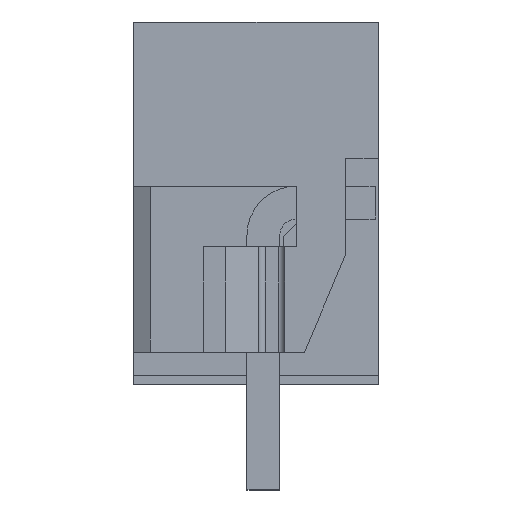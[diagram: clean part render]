
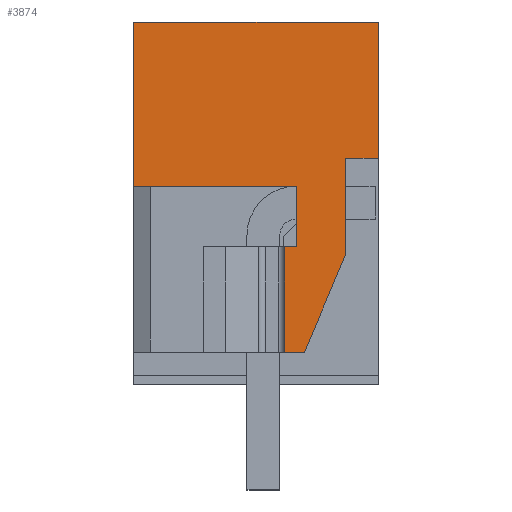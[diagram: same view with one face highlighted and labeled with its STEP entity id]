
A CAD part, left-side view. The second image highlights one B-rep face of the part: STEP entity #3874.
In plain terms, the highlighted planar face has unit normal (-1, 0, 0).
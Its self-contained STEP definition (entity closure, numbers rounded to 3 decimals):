
#3807=AXIS2_PLACEMENT_3D('Plane Axis2P3D',#3804,#3805,#3806) ;
#296=CARTESIAN_POINT('Vertex',(0.,7.45,9.25)) ;
#299=CARTESIAN_POINT('Line Origine',(0.,7.45,11.75)) ;
#303=CARTESIAN_POINT('Vertex',(0.,7.45,14.25)) ;
#3651=CARTESIAN_POINT('Vertex',(0.,2.25,4.2)) ;
#3654=CARTESIAN_POINT('Line Origine',(0.,2.55,4.2)) ;
#3658=CARTESIAN_POINT('Vertex',(0.,2.85,4.2)) ;
#3759=CARTESIAN_POINT('Line Origine',(0.,4.975,9.25)) ;
#3763=CARTESIAN_POINT('Vertex',(0.,2.5,9.25)) ;
#3804=CARTESIAN_POINT('Axis2P3D Location',(0.,7.45,1.8)) ;
#3809=CARTESIAN_POINT('Line Origine',(0.,2.85,5.8)) ;
#3813=CARTESIAN_POINT('Vertex',(0.,2.85,7.4)) ;
#3816=CARTESIAN_POINT('Line Origine',(0.,1.623,5.679)) ;
#3820=CARTESIAN_POINT('Vertex',(0.,0.997,7.158)) ;
#3823=CARTESIAN_POINT('Line Origine',(0.,0.997,8.629)) ;
#3827=CARTESIAN_POINT('Vertex',(0.,0.997,10.1)) ;
#3830=CARTESIAN_POINT('Line Origine',(0.,0.498,10.1)) ;
#3834=CARTESIAN_POINT('Vertex',(0.,0.,10.1)) ;
#3837=CARTESIAN_POINT('Line Origine',(0.,0.,12.175)) ;
#3841=CARTESIAN_POINT('Vertex',(0.,0.,14.25)) ;
#3844=CARTESIAN_POINT('Line Origine',(0.,3.725,14.25)) ;
#3849=CARTESIAN_POINT('Line Origine',(0.,2.5,8.325)) ;
#3853=CARTESIAN_POINT('Vertex',(0.,2.5,7.4)) ;
#3856=CARTESIAN_POINT('Line Origine',(0.,2.675,7.4)) ;
#300=DIRECTION('Vector Direction',(0.,0.,-1.)) ;
#3655=DIRECTION('Vector Direction',(0.,-1.,0.)) ;
#3760=DIRECTION('Vector Direction',(0.,1.,0.)) ;
#3805=DIRECTION('Axis2P3D Direction',(1.,0.,-0.)) ;
#3806=DIRECTION('Axis2P3D XDirection',(0.,0.,1.)) ;
#3810=DIRECTION('Vector Direction',(0.,0.,1.)) ;
#3817=DIRECTION('Vector Direction',(0.,0.39,-0.921)) ;
#3824=DIRECTION('Vector Direction',(0.,0.,1.)) ;
#3831=DIRECTION('Vector Direction',(0.,-1.,0.)) ;
#3838=DIRECTION('Vector Direction',(0.,0.,1.)) ;
#3845=DIRECTION('Vector Direction',(0.,1.,0.)) ;
#3850=DIRECTION('Vector Direction',(0.,0.,-1.)) ;
#3857=DIRECTION('Vector Direction',(0.,1.,0.)) ;
#301=VECTOR('Line Direction',#300,1.) ;
#3656=VECTOR('Line Direction',#3655,1.) ;
#3761=VECTOR('Line Direction',#3760,1.) ;
#3811=VECTOR('Line Direction',#3810,1.) ;
#3818=VECTOR('Line Direction',#3817,1.) ;
#3825=VECTOR('Line Direction',#3824,1.) ;
#3832=VECTOR('Line Direction',#3831,1.) ;
#3839=VECTOR('Line Direction',#3838,1.) ;
#3846=VECTOR('Line Direction',#3845,1.) ;
#3851=VECTOR('Line Direction',#3850,1.) ;
#3858=VECTOR('Line Direction',#3857,1.) ;
#3862=ORIENTED_EDGE('',*,*,#3815,.F.) ;
#3863=ORIENTED_EDGE('',*,*,#3660,.F.) ;
#3864=ORIENTED_EDGE('',*,*,#3822,.F.) ;
#3865=ORIENTED_EDGE('',*,*,#3829,.F.) ;
#3866=ORIENTED_EDGE('',*,*,#3836,.F.) ;
#3867=ORIENTED_EDGE('',*,*,#3843,.F.) ;
#3868=ORIENTED_EDGE('',*,*,#3848,.F.) ;
#3869=ORIENTED_EDGE('',*,*,#305,.F.) ;
#3870=ORIENTED_EDGE('',*,*,#3765,.F.) ;
#3871=ORIENTED_EDGE('',*,*,#3855,.F.) ;
#3872=ORIENTED_EDGE('',*,*,#3860,.F.) ;
#3874=ADVANCED_FACE('HOUSING',(#3873),#3808,.F.) ;
#305=EDGE_CURVE('',#297,#304,#302,.F.) ;
#3660=EDGE_CURVE('',#3652,#3659,#3657,.F.) ;
#3765=EDGE_CURVE('',#3764,#297,#3762,.T.) ;
#3815=EDGE_CURVE('',#3659,#3814,#3812,.T.) ;
#3822=EDGE_CURVE('',#3821,#3652,#3819,.T.) ;
#3829=EDGE_CURVE('',#3828,#3821,#3826,.F.) ;
#3836=EDGE_CURVE('',#3835,#3828,#3833,.F.) ;
#3843=EDGE_CURVE('',#3842,#3835,#3840,.F.) ;
#3848=EDGE_CURVE('',#304,#3842,#3847,.F.) ;
#3855=EDGE_CURVE('',#3854,#3764,#3852,.F.) ;
#3860=EDGE_CURVE('',#3814,#3854,#3859,.F.) ;
#3861=EDGE_LOOP('',(#3862,#3863,#3864,#3865,#3866,#3867,#3868,#3869,#3870,#3871,#3872)) ;
#3873=FACE_OUTER_BOUND('',#3861,.T.) ;
#302=LINE('Line',#299,#301) ;
#3657=LINE('Line',#3654,#3656) ;
#3762=LINE('Line',#3759,#3761) ;
#3812=LINE('Line',#3809,#3811) ;
#3819=LINE('Line',#3816,#3818) ;
#3826=LINE('Line',#3823,#3825) ;
#3833=LINE('Line',#3830,#3832) ;
#3840=LINE('Line',#3837,#3839) ;
#3847=LINE('Line',#3844,#3846) ;
#3852=LINE('Line',#3849,#3851) ;
#3859=LINE('Line',#3856,#3858) ;
#3808=PLANE('',#3807) ;
#297=VERTEX_POINT('',#296) ;
#304=VERTEX_POINT('',#303) ;
#3652=VERTEX_POINT('',#3651) ;
#3659=VERTEX_POINT('',#3658) ;
#3764=VERTEX_POINT('',#3763) ;
#3814=VERTEX_POINT('',#3813) ;
#3821=VERTEX_POINT('',#3820) ;
#3828=VERTEX_POINT('',#3827) ;
#3835=VERTEX_POINT('',#3834) ;
#3842=VERTEX_POINT('',#3841) ;
#3854=VERTEX_POINT('',#3853) ;
